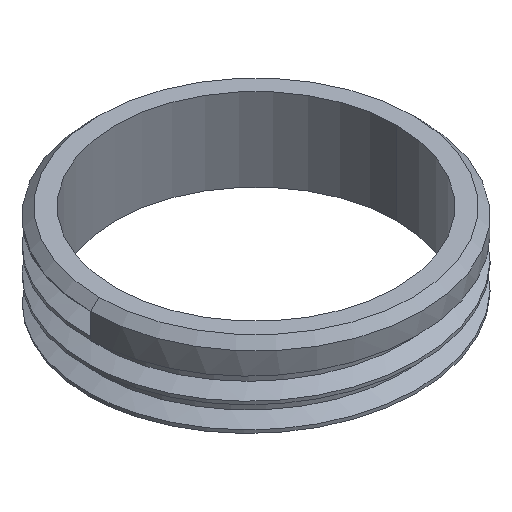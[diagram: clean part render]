
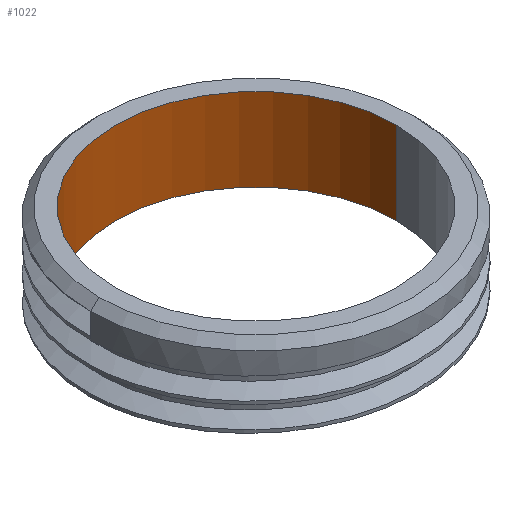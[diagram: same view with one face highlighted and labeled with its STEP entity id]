
A CAD part, isometric view. The second image highlights one B-rep face of the part: STEP entity #1022.
In plain terms, the highlighted cylindrical face has radius 8.5 mm (diameter 17 mm), a partial arc.
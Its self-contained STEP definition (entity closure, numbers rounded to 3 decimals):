
#30 = DIRECTION ( 'NONE',  ( 1., 0., 0. ) ) ;
#61 = CIRCLE ( 'NONE', #1016, 8.5 ) ;
#75 = CARTESIAN_POINT ( 'NONE',  ( -8.5, 0., 0. ) ) ;
#99 = VERTEX_POINT ( 'NONE', #791 ) ;
#103 = VERTEX_POINT ( 'NONE', #75 ) ;
#104 = DIRECTION ( 'NONE',  ( 0., 0., 1. ) ) ;
#182 = ORIENTED_EDGE ( 'NONE', *, *, #1004, .F. ) ;
#183 = CARTESIAN_POINT ( 'NONE',  ( 0., 0., 0. ) ) ;
#205 = ORIENTED_EDGE ( 'NONE', *, *, #952, .T. ) ;
#229 = EDGE_CURVE ( 'NONE', #258, #898, #1045, .T. ) ;
#245 = ORIENTED_EDGE ( 'NONE', *, *, #229, .T. ) ;
#258 = VERTEX_POINT ( 'NONE', #732 ) ;
#268 = FACE_OUTER_BOUND ( 'NONE', #920, .T. ) ;
#295 = CIRCLE ( 'NONE', #495, 8.5 ) ;
#314 = DIRECTION ( 'NONE',  ( 0., 0., 1. ) ) ;
#332 = ORIENTED_EDGE ( 'NONE', *, *, #585, .F. ) ;
#358 = DIRECTION ( 'NONE',  ( 1., 0., 0. ) ) ;
#363 = DIRECTION ( 'NONE',  ( 0., 0., 1. ) ) ;
#377 = LINE ( 'NONE', #801, #560 ) ;
#397 = CARTESIAN_POINT ( 'NONE',  ( 8.5, 0., 5. ) ) ;
#458 = VECTOR ( 'NONE', #314, 1000. ) ;
#495 = AXIS2_PLACEMENT_3D ( 'NONE', #841, #104, #848 ) ;
#560 = VECTOR ( 'NONE', #1040, 1000. ) ;
#585 = EDGE_CURVE ( 'NONE', #103, #99, #377, .T. ) ;
#629 = AXIS2_PLACEMENT_3D ( 'NONE', #183, #363, #30 ) ;
#665 = DIRECTION ( 'NONE',  ( 0., 0., 1. ) ) ;
#732 = CARTESIAN_POINT ( 'NONE',  ( 8.5, 0., 0. ) ) ;
#755 = CARTESIAN_POINT ( 'NONE',  ( 0., 0., 0. ) ) ;
#791 = CARTESIAN_POINT ( 'NONE',  ( -8.5, 0., 5. ) ) ;
#801 = CARTESIAN_POINT ( 'NONE',  ( -8.5, 0., 0. ) ) ;
#841 = CARTESIAN_POINT ( 'NONE',  ( 0., 0., 5. ) ) ;
#848 = DIRECTION ( 'NONE',  ( 1., 0., 0. ) ) ;
#898 = VERTEX_POINT ( 'NONE', #397 ) ;
#920 = EDGE_LOOP ( 'NONE', ( #332, #182, #245, #205 ) ) ;
#952 = EDGE_CURVE ( 'NONE', #898, #99, #295, .T. ) ;
#963 = CARTESIAN_POINT ( 'NONE',  ( 8.5, 0., 0. ) ) ;
#1004 = EDGE_CURVE ( 'NONE', #258, #103, #61, .T. ) ;
#1013 = CYLINDRICAL_SURFACE ( 'NONE', #629, 8.5 ) ;
#1016 = AXIS2_PLACEMENT_3D ( 'NONE', #755, #665, #358 ) ;
#1022 = ADVANCED_FACE ( 'NONE', ( #268 ), #1013, .F. ) ;
#1040 = DIRECTION ( 'NONE',  ( 0., 0., 1. ) ) ;
#1045 = LINE ( 'NONE', #963, #458 ) ;
